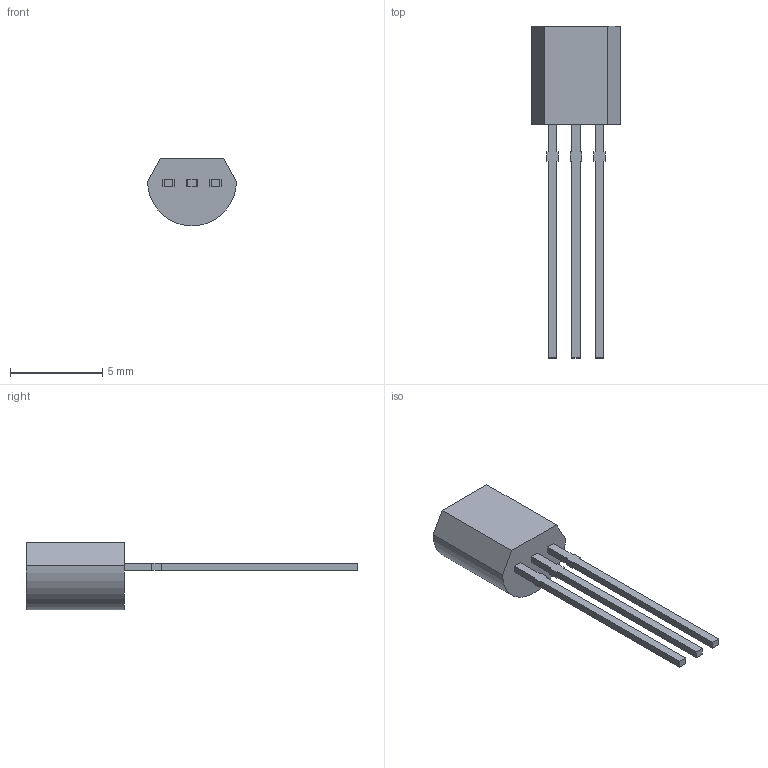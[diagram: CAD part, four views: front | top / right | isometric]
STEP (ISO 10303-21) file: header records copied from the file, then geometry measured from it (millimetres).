
FILE_DESCRIPTION (( 'STEP AP214' ), '1' );
FILE_NAME ('LM35DZ_NOPB.STEP', '2022-01-31T08:04:49', ( '' ), ( '' ), 'SwSTEP 2.0', 'SolidWorks 2017', '' );
FILE_SCHEMA (( 'AUTOMOTIVE_DESIGN' ));
Length unit declared in the file: millimetre
Products named in the file (1): LM35DZ_NOPB
Bounding box: 4.83 x 18.04 x 3.68 mm (x, y, z)
Volume: 83.8 mm3; surface area: 170 mm2
Topology: 4 solids, 4 shells, 49 faces, 123 edges, 82 vertices
Faces by surface type: plane 47, cylinder 2
Entity records: 1502 total; most frequent: CARTESIAN_POINT 255, ORIENTED_EDGE 246, DIRECTION 227, EDGE_CURVE 123, VECTOR 119, LINE 119, VERTEX_POINT 82, AXIS2_PLACEMENT_3D 54
